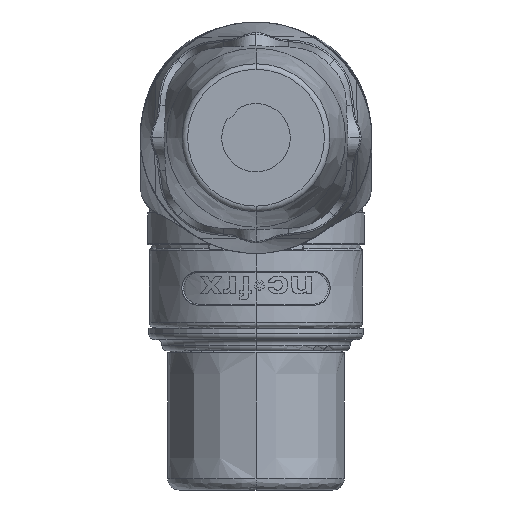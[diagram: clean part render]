
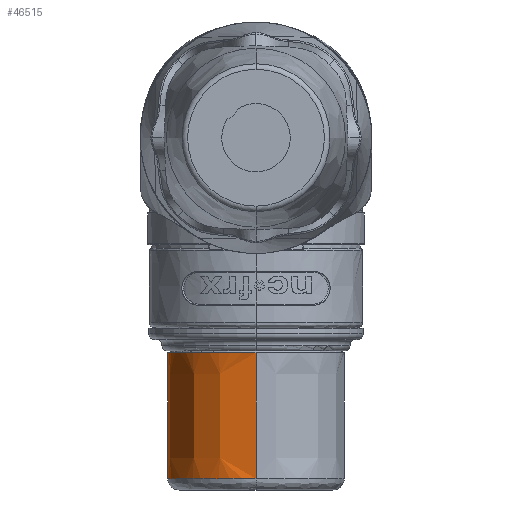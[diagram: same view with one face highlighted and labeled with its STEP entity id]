
A CAD part, front view. The second image highlights one B-rep face of the part: STEP entity #46515.
In plain terms, the highlighted face is a extrusion surface.
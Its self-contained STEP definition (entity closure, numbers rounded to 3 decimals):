
#10701=CARTESIAN_POINT('',(0.,-7.89,-2.15));
#10703=CARTESIAN_POINT('',(0.,-7.89,-2.15));
#10704=CARTESIAN_POINT('',(-0.326,-7.89,-2.15));
#10705=CARTESIAN_POINT('',(-0.934,-7.847,-2.15));
#10706=CARTESIAN_POINT('',(-2.029,-7.64,-2.15));
#10707=CARTESIAN_POINT('',(-3.222,-7.204,-2.15));
#10708=CARTESIAN_POINT('',(-4.447,-6.476,-2.15));
#10709=CARTESIAN_POINT('',(-5.496,-5.571,-2.15));
#10710=CARTESIAN_POINT('',(-6.377,-4.498,-2.15));
#10711=CARTESIAN_POINT('',(-7.083,-3.25,-2.15));
#10712=CARTESIAN_POINT('',(-7.502,-2.041,-2.15));
#10713=CARTESIAN_POINT('',(-7.7,-0.936,-2.15));
#10714=CARTESIAN_POINT('',(-7.74,-0.326,-2.15));
#10715=CARTESIAN_POINT('',(-7.74,0.,-2.15));
#11322=CARTESIAN_POINT('',(0.,-7.89,-13.2));
#11323=CARTESIAN_POINT('',(-0.326,-7.89,-13.2));
#11324=CARTESIAN_POINT('',(-0.934,-7.847,-13.2));
#11325=CARTESIAN_POINT('',(-2.029,-7.64,-13.2));
#11326=CARTESIAN_POINT('',(-3.222,-7.204,-13.2));
#11327=CARTESIAN_POINT('',(-4.447,-6.476,-13.2));
#11328=CARTESIAN_POINT('',(-5.496,-5.571,-13.2));
#11329=CARTESIAN_POINT('',(-6.377,-4.498,-13.2));
#11330=CARTESIAN_POINT('',(-7.083,-3.25,-13.2));
#11331=CARTESIAN_POINT('',(-7.502,-2.041,-13.2));
#11332=CARTESIAN_POINT('',(-7.7,-0.936,-13.2));
#11333=CARTESIAN_POINT('',(-7.74,-0.326,-13.2));
#11334=CARTESIAN_POINT('',(-7.74,0.,-13.2));
#11336=DIRECTION('',(0.,0.,-1.));
#11337=VECTOR('',#11336,11.05);
#11338=CARTESIAN_POINT('',(-7.74,0.,-2.15));
#11339=LINE('',#11338,#11337);
#11354=DIRECTION('',(0.,0.,-1.));
#11355=VECTOR('',#11354,11.05);
#11356=CARTESIAN_POINT('',(0.,-7.89,-2.15));
#11357=LINE('',#11356,#11355);
#25846=VERTEX_POINT('',#10701);
#25847=VERTEX_POINT('',#10715);
#25850=VERTEX_POINT('',#11322);
#25851=VERTEX_POINT('',#11334);
#46495=CARTESIAN_POINT('',(0.,-7.89,0.));
#46496=CARTESIAN_POINT('',(-0.651,-7.89,0.));
#46497=CARTESIAN_POINT('',(-1.79,-7.726,0.));
#46498=CARTESIAN_POINT('',(-3.699,-7.03,0.));
#46499=CARTESIAN_POINT('',(-5.575,-5.65,0.));
#46500=CARTESIAN_POINT('',(-6.915,-3.734,0.));
#46501=CARTESIAN_POINT('',(-7.585,-1.798,0.));
#46502=CARTESIAN_POINT('',(-7.74,-0.651,0.));
#46503=CARTESIAN_POINT('',(-7.74,0.,0.));
#46505=DIRECTION('',(0.,0.,-1.));
#46506=VECTOR('',#46505,1.);
#46507=SURFACE_OF_LINEAR_EXTRUSION('',#46504,#46506);
#46508=ORIENTED_EDGE('',*,*,#46488,.T.);
#46509=ORIENTED_EDGE('',*,*,#45444,.F.);
#46510=ORIENTED_EDGE('',*,*,#45484,.F.);
#46512=ORIENTED_EDGE('',*,*,#46511,.T.);
#46513=EDGE_LOOP('',(#46508,#46509,#46510,#46512));
#46514=FACE_OUTER_BOUND('',#46513,.F.);
#46515=ADVANCED_FACE('',(#46514),#46507,.T.);
#10716=B_SPLINE_CURVE_WITH_KNOTS('',3,(#10703,#10704,#10705,#10706,#10707,
#10708,#10709,#10710,#10711,#10712,#10713,#10714,#10715),.UNSPECIFIED.,.F.,.F.,(
4,1,1,1,1,1,1,1,1,1,4),(0.,0.063,0.125,0.25,0.375,0.5,0.625,
0.75,0.875,0.938,1.),.UNSPECIFIED.);
#11335=B_SPLINE_CURVE_WITH_KNOTS('',3,(#11322,#11323,#11324,#11325,#11326,
#11327,#11328,#11329,#11330,#11331,#11332,#11333,#11334),.UNSPECIFIED.,.F.,.F.,(
4,1,1,1,1,1,1,1,1,1,4),(0.,0.063,0.125,0.25,0.375,0.5,0.625,
0.75,0.875,0.938,1.),.UNSPECIFIED.);
#45444=EDGE_CURVE('',#25847,#25851,#11339,.T.);
#45484=EDGE_CURVE('',#25846,#25847,#10716,.T.);
#46488=EDGE_CURVE('',#25850,#25851,#11335,.T.);
#46504=B_SPLINE_CURVE_WITH_KNOTS('',3,(#46495,#46496,#46497,#46498,#46499,
#46500,#46501,#46502,#46503),.UNSPECIFIED.,.F.,.F.,(4,1,1,1,1,1,4),(0.,
0.125,0.25,0.5,0.75,0.875,1.),.UNSPECIFIED.);
#46511=EDGE_CURVE('',#25846,#25850,#11357,.T.);
